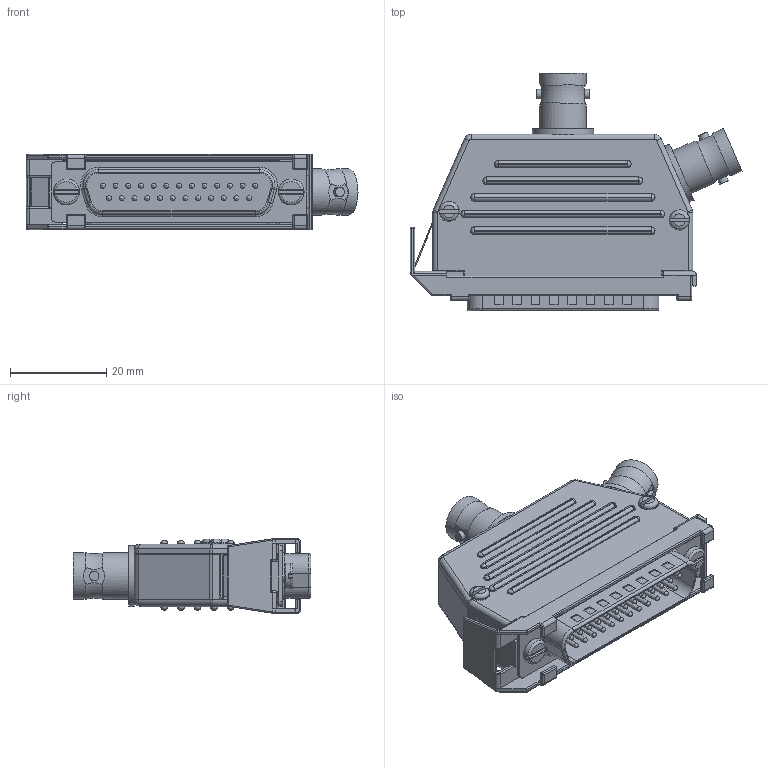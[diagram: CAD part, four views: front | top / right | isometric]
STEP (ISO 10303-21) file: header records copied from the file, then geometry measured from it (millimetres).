
FILE_DESCRIPTION(/* description */ (''),/* implementation_level */ '2;1');
FILE_NAME(/* name */ 'CMX2121.stp',/* time_stamp */ '2017-05-08T12:04:18-04:00',/* author */ ('aneininger'),/* organization */ (''),/* preprocessor_version */ 'ST-DEVELOPER v16.5',/* originating_system */ 'Autodesk Inventor 2017',/* authorisation */ '');
FILE_SCHEMA (('AUTOMOTIVE_DESIGN { 1 0 10303 214 3 1 1 }'));
Products named in the file (1): CMX2121
Bounding box: 68.92 x 49.37 x 15.62 mm (x, y, z)
Volume: 22405.4 mm3; surface area: 16509.1 mm2
Topology: 1 solids, 69 shells, 2080 faces, 5273 edges, 3139 vertices
Faces by surface type: cylinder 743, plane 604, bspline 396, torus 164, sphere 117, cone 56
Full cylindrical faces by diameter (mm): 1.016 x25, 1.422 x2, 1.714 x2, 1.956 x4, 2.032 x2, 2.095 x2, 2.349 x2, 2.616 x2, 2.845 x2, 3.01 x1, 4.064 x2, 4.572 x2, 5.372 x2, 8.255 x2, 9.652 x4, 12.7 x2
Entity records: 82291 total; most frequent: CARTESIAN_POINT 34192, ORIENTED_EDGE 9808, DIRECTION 9099, EDGE_CURVE 4902, AXIS2_PLACEMENT_3D 3652, VERTEX_POINT 3034, EDGE_LOOP 2274, FACE_OUTER_BOUND 2076
